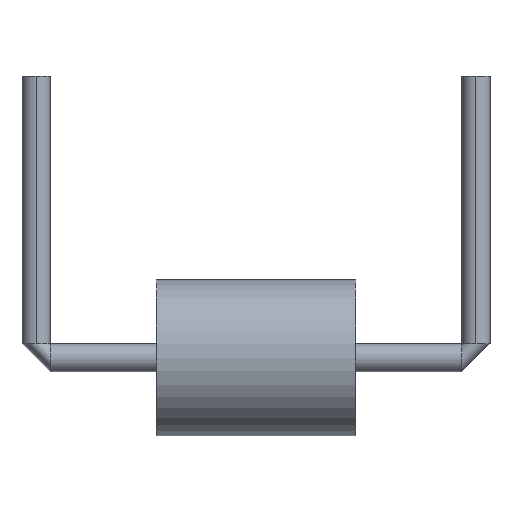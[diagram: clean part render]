
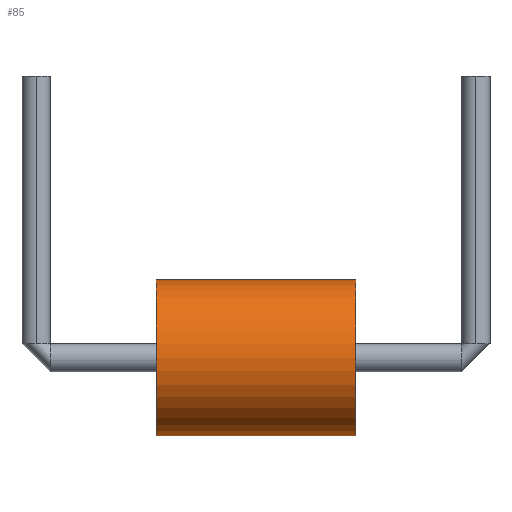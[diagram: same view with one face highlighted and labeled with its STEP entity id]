
A CAD part, left-side view. The second image highlights one B-rep face of the part: STEP entity #85.
In plain terms, the highlighted cylindrical face has radius 1.8 mm (diameter 3.6 mm), a partial arc.
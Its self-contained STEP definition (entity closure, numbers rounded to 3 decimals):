
#85 = ADVANCED_FACE ( 'NONE', ( #2254 ), #969, .T. ) ;
#167 = VERTEX_POINT ( 'NONE', #995 ) ;
#259 = CARTESIAN_POINT ( 'NONE',  ( 0., 0., 0. ) ) ;
#365 = LINE ( 'NONE', #892, #1727 ) ;
#455 = EDGE_CURVE ( 'NONE', #167, #2133, #365, .T. ) ;
#456 = DIRECTION ( 'NONE',  ( 0., 0., 1. ) ) ;
#467 = EDGE_CURVE ( 'NONE', #571, #915, #1064, .T. ) ;
#528 = DIRECTION ( 'NONE',  ( 0., 1., 0. ) ) ;
#571 = VERTEX_POINT ( 'NONE', #2215 ) ;
#608 = AXIS2_PLACEMENT_3D ( 'NONE', #259, #2495, #456 ) ;
#614 = CIRCLE ( 'NONE', #1314, 1.8 ) ;
#616 = CIRCLE ( 'NONE', #608, 1.8 ) ;
#757 = EDGE_CURVE ( 'NONE', #2133, #915, #616, .T. ) ;
#892 = CARTESIAN_POINT ( 'NONE',  ( 0., 4.6, -1.8 ) ) ;
#902 = DIRECTION ( 'NONE',  ( 0., -1., 0. ) ) ;
#911 = CARTESIAN_POINT ( 'NONE',  ( 0., 4.6, 1.8 ) ) ;
#915 = VERTEX_POINT ( 'NONE', #2132 ) ;
#966 = DIRECTION ( 'NONE',  ( 0., -1., 0. ) ) ;
#969 = CYLINDRICAL_SURFACE ( 'NONE', #1749, 1.8 ) ;
#995 = CARTESIAN_POINT ( 'NONE',  ( 0., 4.6, -1.8 ) ) ;
#1064 = LINE ( 'NONE', #911, #2560 ) ;
#1149 = CARTESIAN_POINT ( 'NONE',  ( 0., 4.6, 0. ) ) ;
#1177 = DIRECTION ( 'NONE',  ( 0., 0., -1. ) ) ;
#1314 = AXIS2_PLACEMENT_3D ( 'NONE', #1149, #528, #2545 ) ;
#1560 = ORIENTED_EDGE ( 'NONE', *, *, #467, .F. ) ;
#1643 = ORIENTED_EDGE ( 'NONE', *, *, #757, .T. ) ;
#1727 = VECTOR ( 'NONE', #2119, 1000. ) ;
#1749 = AXIS2_PLACEMENT_3D ( 'NONE', #2387, #966, #1177 ) ;
#1944 = CARTESIAN_POINT ( 'NONE',  ( 0., 0., -1.8 ) ) ;
#2119 = DIRECTION ( 'NONE',  ( 0., -1., 0. ) ) ;
#2132 = CARTESIAN_POINT ( 'NONE',  ( 0., 0., 1.8 ) ) ;
#2133 = VERTEX_POINT ( 'NONE', #1944 ) ;
#2215 = CARTESIAN_POINT ( 'NONE',  ( 0., 4.6, 1.8 ) ) ;
#2254 = FACE_OUTER_BOUND ( 'NONE', #2389, .T. ) ;
#2387 = CARTESIAN_POINT ( 'NONE',  ( 0., 4.6, 0. ) ) ;
#2389 = EDGE_LOOP ( 'NONE', ( #1560, #2633, #2550, #1643 ) ) ;
#2495 = DIRECTION ( 'NONE',  ( 0., 1., 0. ) ) ;
#2502 = EDGE_CURVE ( 'NONE', #167, #571, #614, .T. ) ;
#2545 = DIRECTION ( 'NONE',  ( 0., 0., 1. ) ) ;
#2550 = ORIENTED_EDGE ( 'NONE', *, *, #455, .T. ) ;
#2560 = VECTOR ( 'NONE', #902, 1000. ) ;
#2633 = ORIENTED_EDGE ( 'NONE', *, *, #2502, .F. ) ;
